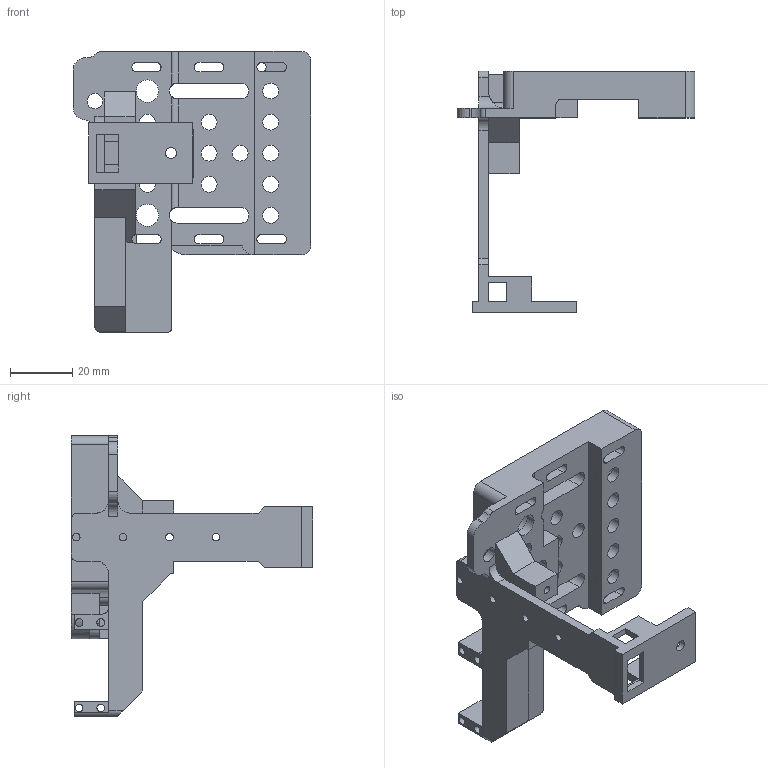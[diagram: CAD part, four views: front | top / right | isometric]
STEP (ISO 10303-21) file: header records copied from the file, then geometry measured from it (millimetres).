
FILE_DESCRIPTION(/* description */ (''),/* implementation_level */ '2;1');
FILE_NAME(/* name */ '',/* time_stamp */ '2026-02-11T19:52:39+03:00',/* author */ ('katya_notebook'),/* organization */ (''),/* preprocessor_version */ 'ST-DEVELOPER v20',/* originating_system */ 'Autodesk Inventor 2024',/* authorisation */ '');
FILE_SCHEMA (('AUTOMOTIVE_DESIGN { 1 0 10303 214 3 1 1 }'));
Length unit declared in the file: millimetre
Products named in the file (1): деталь основа 
каретки
Bounding box: 76.5 x 77.71 x 90.5 mm (x, y, z)
Volume: 55227.3 mm3; surface area: 27762.2 mm2
Topology: 1 solids, 1 shells, 194 faces, 569 edges, 391 vertices
Faces by surface type: plane 119, cylinder 75
Full cylindrical faces by diameter (mm): 2.4 x4, 2.5 x5, 3 x1, 3.58 x1, 5 x2, 5.1 x11, 7.2 x2, 10.5 x4
Entity records: 6680 total; most frequent: CARTESIAN_POINT 1217, ORIENTED_EDGE 1120, DIRECTION 1105, EDGE_CURVE 560, LINE 391, VECTOR 391, VERTEX_POINT 369, AXIS2_PLACEMENT_3D 357
